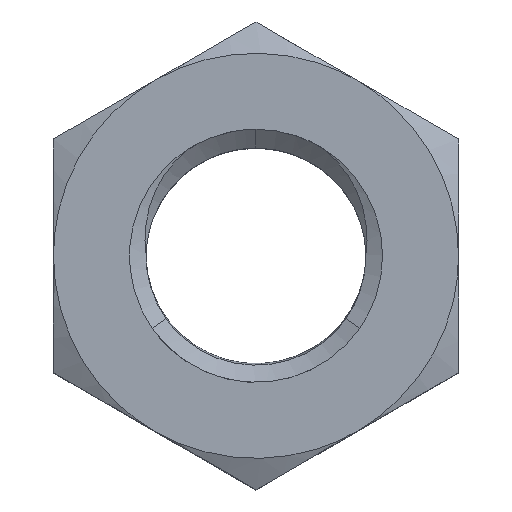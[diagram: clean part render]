
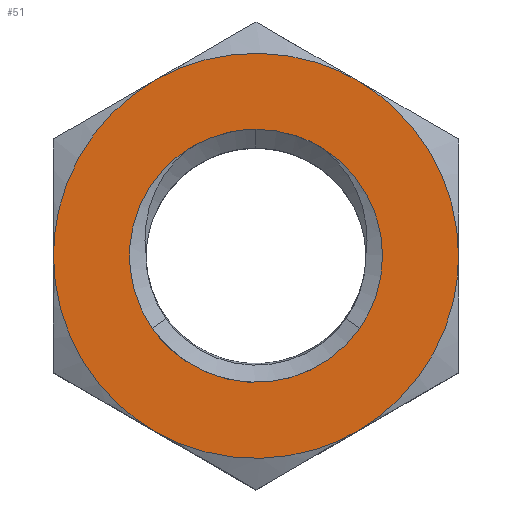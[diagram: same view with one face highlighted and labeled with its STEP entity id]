
A CAD part, top view. The second image highlights one B-rep face of the part: STEP entity #51.
In plain terms, the highlighted planar face has unit normal (0, 0, 1).
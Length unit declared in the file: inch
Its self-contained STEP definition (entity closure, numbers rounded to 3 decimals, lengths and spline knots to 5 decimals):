
#24=FACE_BOUND('',#184,.T.);
#51=ADVANCED_FACE('',(#117,#24),#872,.T.);
#117=FACE_OUTER_BOUND('',#183,.T.);
#183=EDGE_LOOP('',(#327,#328,#329,#330,#331,#332));
#184=EDGE_LOOP('',(#333,#334,#335,#336,#337));
#327=ORIENTED_EDGE('',*,*,#603,.T.);
#328=ORIENTED_EDGE('',*,*,#599,.T.);
#329=ORIENTED_EDGE('',*,*,#600,.T.);
#330=ORIENTED_EDGE('',*,*,#601,.T.);
#331=ORIENTED_EDGE('',*,*,#510,.F.);
#332=ORIENTED_EDGE('',*,*,#602,.T.);
#333=ORIENTED_EDGE('',*,*,#541,.T.);
#334=ORIENTED_EDGE('',*,*,#540,.T.);
#335=ORIENTED_EDGE('',*,*,#575,.T.);
#336=ORIENTED_EDGE('',*,*,#592,.T.);
#337=ORIENTED_EDGE('',*,*,#580,.T.);
#510=EDGE_CURVE('',#794,#795,#724,.T.);
#540=EDGE_CURVE('',#832,#833,#742,.T.);
#541=EDGE_CURVE('',#834,#832,#743,.T.);
#575=EDGE_CURVE('',#833,#850,#750,.T.);
#580=EDGE_CURVE('',#848,#834,#753,.T.);
#592=EDGE_CURVE('',#850,#848,#758,.T.);
#599=EDGE_CURVE('',#853,#854,#764,.T.);
#600=EDGE_CURVE('',#854,#855,#765,.T.);
#601=EDGE_CURVE('',#855,#795,#766,.T.);
#602=EDGE_CURVE('',#794,#852,#767,.T.);
#603=EDGE_CURVE('',#852,#853,#768,.T.);
#724=(
BOUNDED_CURVE()
B_SPLINE_CURVE(2,(#1841,#1842,#1843),.UNSPECIFIED.,.F.,.F.)
B_SPLINE_CURVE_WITH_KNOTS((3,3),(0.,4.18879),.UNSPECIFIED.)
CURVE()
GEOMETRIC_REPRESENTATION_ITEM()
RATIONAL_B_SPLINE_CURVE((1.,0.866,1.))
REPRESENTATION_ITEM('')
);
#742=(
BOUNDED_CURVE()
B_SPLINE_CURVE(2,(#1951,#1952,#1953),.UNSPECIFIED.,.F.,.F.)
B_SPLINE_CURVE_WITH_KNOTS((3,3),(1.38025,2.7605),
 .UNSPECIFIED.)
CURVE()
GEOMETRIC_REPRESENTATION_ITEM()
RATIONAL_B_SPLINE_CURVE((1.,0.962,1.))
REPRESENTATION_ITEM('')
);
#743=(
BOUNDED_CURVE()
B_SPLINE_CURVE(2,(#1954,#1955,#1956),.UNSPECIFIED.,.F.,.F.)
B_SPLINE_CURVE_WITH_KNOTS((3,3),(0.,1.38025),.UNSPECIFIED.)
CURVE()
GEOMETRIC_REPRESENTATION_ITEM()
RATIONAL_B_SPLINE_CURVE((1.,0.962,1.))
REPRESENTATION_ITEM('')
);
#750=(
BOUNDED_CURVE()
B_SPLINE_CURVE(2,(#2179,#2180,#2181,#2182,#2183),.UNSPECIFIED.,.F.,.F.)
B_SPLINE_CURVE_WITH_KNOTS((3,2,3),(0.,2.03578,4.07156),
 .UNSPECIFIED.)
CURVE()
GEOMETRIC_REPRESENTATION_ITEM()
RATIONAL_B_SPLINE_CURVE((1.,0.918,1.,0.918,1.))
REPRESENTATION_ITEM('')
);
#753=(
BOUNDED_CURVE()
B_SPLINE_CURVE(2,(#2200,#2201,#2202,#2203,#2204),.UNSPECIFIED.,.F.,.F.)
B_SPLINE_CURVE_WITH_KNOTS((3,2,3),(0.,2.03578,4.07156),
 .UNSPECIFIED.)
CURVE()
GEOMETRIC_REPRESENTATION_ITEM()
RATIONAL_B_SPLINE_CURVE((1.,0.918,1.,0.918,1.))
REPRESENTATION_ITEM('')
);
#758=(
BOUNDED_CURVE()
B_SPLINE_CURVE(2,(#2273,#2274,#2275,#2276,#2277),.UNSPECIFIED.,.F.,.F.)
B_SPLINE_CURVE_WITH_KNOTS((3,2,3),(0.,2.40218,4.80435),
 .UNSPECIFIED.)
CURVE()
GEOMETRIC_REPRESENTATION_ITEM()
RATIONAL_B_SPLINE_CURVE((1.,0.887,1.,0.887,1.))
REPRESENTATION_ITEM('')
);
#764=(
BOUNDED_CURVE()
B_SPLINE_CURVE(2,(#2299,#2300,#2301),.UNSPECIFIED.,.F.,.F.)
B_SPLINE_CURVE_WITH_KNOTS((3,3),(-4.18879,0.),.UNSPECIFIED.)
CURVE()
GEOMETRIC_REPRESENTATION_ITEM()
RATIONAL_B_SPLINE_CURVE((1.,0.866,1.))
REPRESENTATION_ITEM('')
);
#765=(
BOUNDED_CURVE()
B_SPLINE_CURVE(2,(#2302,#2303,#2304),.UNSPECIFIED.,.F.,.F.)
B_SPLINE_CURVE_WITH_KNOTS((3,3),(-4.18879,0.),.UNSPECIFIED.)
CURVE()
GEOMETRIC_REPRESENTATION_ITEM()
RATIONAL_B_SPLINE_CURVE((1.,0.866,1.))
REPRESENTATION_ITEM('')
);
#766=(
BOUNDED_CURVE()
B_SPLINE_CURVE(2,(#2305,#2306,#2307),.UNSPECIFIED.,.F.,.F.)
B_SPLINE_CURVE_WITH_KNOTS((3,3),(-4.18879,0.),.UNSPECIFIED.)
CURVE()
GEOMETRIC_REPRESENTATION_ITEM()
RATIONAL_B_SPLINE_CURVE((1.,0.866,1.))
REPRESENTATION_ITEM('')
);
#767=(
BOUNDED_CURVE()
B_SPLINE_CURVE(2,(#2308,#2309,#2310),.UNSPECIFIED.,.F.,.F.)
B_SPLINE_CURVE_WITH_KNOTS((3,3),(-4.18879,0.),.UNSPECIFIED.)
CURVE()
GEOMETRIC_REPRESENTATION_ITEM()
RATIONAL_B_SPLINE_CURVE((1.,0.866,1.))
REPRESENTATION_ITEM('')
);
#768=(
BOUNDED_CURVE()
B_SPLINE_CURVE(2,(#2311,#2312,#2313),.UNSPECIFIED.,.F.,.F.)
B_SPLINE_CURVE_WITH_KNOTS((3,3),(-4.18879,0.),.UNSPECIFIED.)
CURVE()
GEOMETRIC_REPRESENTATION_ITEM()
RATIONAL_B_SPLINE_CURVE((1.,0.866,1.))
REPRESENTATION_ITEM('')
);
#794=VERTEX_POINT('',#1763);
#795=VERTEX_POINT('',#1764);
#832=VERTEX_POINT('',#1801);
#833=VERTEX_POINT('',#1802);
#834=VERTEX_POINT('',#1803);
#848=VERTEX_POINT('',#1817);
#850=VERTEX_POINT('',#1819);
#852=VERTEX_POINT('',#1821);
#853=VERTEX_POINT('',#1822);
#854=VERTEX_POINT('',#1823);
#855=VERTEX_POINT('',#1824);
#872=PLANE('',#961);
#961=AXIS2_PLACEMENT_3D('',#1297,#972,$);
#972=DIRECTION('',(0.,0.,1.));
#1297=CARTESIAN_POINT('',(-0.03622,0.40478,0.14612));
#1763=CARTESIAN_POINT('',(0.07874,0.31822,0.14612));
#1764=CARTESIAN_POINT('',(0.23622,0.31822,0.14612));
#1801=CARTESIAN_POINT('',(0.15748,0.28027,0.14612));
#1802=CARTESIAN_POINT('',(0.2091,0.26564,0.14612));
#1803=CARTESIAN_POINT('',(0.10586,0.26564,0.14612));
#1817=CARTESIAN_POINT('',(0.0768,0.12546,0.14612));
#1819=CARTESIAN_POINT('',(0.23816,0.12546,0.14612));
#1821=CARTESIAN_POINT('',(0.,0.18184,0.14612));
#1822=CARTESIAN_POINT('',(0.07874,0.04546,0.14612));
#1823=CARTESIAN_POINT('',(0.23622,0.04546,0.14612));
#1824=CARTESIAN_POINT('',(0.31496,0.18184,0.14612));
#1841=CARTESIAN_POINT('',(0.07874,0.31822,0.14612));
#1842=CARTESIAN_POINT('',(0.15748,0.36369,0.14612));
#1843=CARTESIAN_POINT('',(0.23622,0.31822,0.14612));
#1951=CARTESIAN_POINT('',(0.15748,0.28027,0.14612));
#1952=CARTESIAN_POINT('',(0.18536,0.28027,0.14612));
#1953=CARTESIAN_POINT('',(0.2091,0.26564,0.14612));
#1954=CARTESIAN_POINT('',(0.10586,0.26564,0.14612));
#1955=CARTESIAN_POINT('',(0.1296,0.28027,0.14612));
#1956=CARTESIAN_POINT('',(0.15748,0.28027,0.14612));
#2179=CARTESIAN_POINT('',(0.2091,0.26564,0.14612));
#2180=CARTESIAN_POINT('',(0.24524,0.24338,0.14612));
#2181=CARTESIAN_POINT('',(0.25386,0.20182,0.14612));
#2182=CARTESIAN_POINT('',(0.26247,0.16026,0.14612));
#2183=CARTESIAN_POINT('',(0.23816,0.12546,0.14612));
#2200=CARTESIAN_POINT('',(0.0768,0.12546,0.14612));
#2201=CARTESIAN_POINT('',(0.05249,0.16026,0.14612));
#2202=CARTESIAN_POINT('',(0.0611,0.20182,0.14612));
#2203=CARTESIAN_POINT('',(0.06972,0.24338,0.14612));
#2204=CARTESIAN_POINT('',(0.10586,0.26564,0.14612));
#2273=CARTESIAN_POINT('',(0.23816,0.12546,0.14612));
#2274=CARTESIAN_POINT('',(0.20878,0.08342,0.14612));
#2275=CARTESIAN_POINT('',(0.15748,0.08342,0.14612));
#2276=CARTESIAN_POINT('',(0.10618,0.08342,0.14612));
#2277=CARTESIAN_POINT('',(0.0768,0.12546,0.14612));
#2299=CARTESIAN_POINT('',(0.07874,0.04546,0.14612));
#2300=CARTESIAN_POINT('',(0.15748,0.,0.14612));
#2301=CARTESIAN_POINT('',(0.23622,0.04546,0.14612));
#2302=CARTESIAN_POINT('',(0.23622,0.04546,0.14612));
#2303=CARTESIAN_POINT('',(0.31496,0.09092,0.14612));
#2304=CARTESIAN_POINT('',(0.31496,0.18184,0.14612));
#2305=CARTESIAN_POINT('',(0.31496,0.18184,0.14612));
#2306=CARTESIAN_POINT('',(0.31496,0.27276,0.14612));
#2307=CARTESIAN_POINT('',(0.23622,0.31822,0.14612));
#2308=CARTESIAN_POINT('',(0.07874,0.31822,0.14612));
#2309=CARTESIAN_POINT('',(0.,0.27276,0.14612));
#2310=CARTESIAN_POINT('',(0.,0.18184,0.14612));
#2311=CARTESIAN_POINT('',(0.,0.18184,0.14612));
#2312=CARTESIAN_POINT('',(0.,0.09092,0.14612));
#2313=CARTESIAN_POINT('',(0.07874,0.04546,0.14612));
